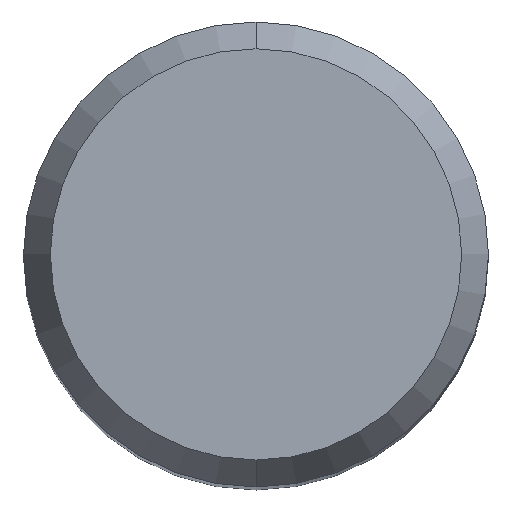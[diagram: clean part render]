
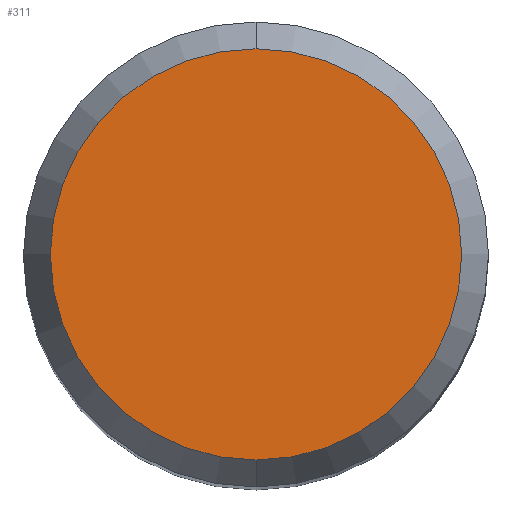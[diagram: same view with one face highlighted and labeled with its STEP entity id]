
A CAD part, top view. The second image highlights one B-rep face of the part: STEP entity #311.
In plain terms, the highlighted planar face has unit normal (0, 0, 1).
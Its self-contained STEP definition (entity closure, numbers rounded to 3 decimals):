
#181=VERTEX_POINT('',#473);
#189=EDGE_CURVE('',#261,#181,#482,.T.);
#233=EDGE_CURVE('',#181,#261,#529,.T.);
#261=VERTEX_POINT('',#558);
#311=ADVANCED_FACE('',(#616),#617,.T.);
#473=CARTESIAN_POINT('',(0.0,4.423,0.0));
#482=CIRCLE('',#833,4.423);
#529=CIRCLE('',#930,4.423);
#558=CARTESIAN_POINT('',(0.,-4.423,0.0));
#616=FACE_OUTER_BOUND('',#1101,.T.);
#617=PLANE('',#1102);
#833=AXIS2_PLACEMENT_3D('',#1442,#1443,#1444);
#930=AXIS2_PLACEMENT_3D('',#1484,#1485,#1486);
#1101=EDGE_LOOP('',(#1595,#1596));
#1102=AXIS2_PLACEMENT_3D('',#1597,#1598,#1599);
#1442=CARTESIAN_POINT('',(0.0,0.0,0.0));
#1443=DIRECTION('',(0.0,0.0,-1.0));
#1444=DIRECTION('',(0.0,1.0,0.0));
#1484=CARTESIAN_POINT('',(0.0,0.0,0.0));
#1485=DIRECTION('',(0.0,0.0,-1.0));
#1486=DIRECTION('',(0.0,1.0,0.0));
#1595=ORIENTED_EDGE('',*,*,#233,.F.);
#1596=ORIENTED_EDGE('',*,*,#189,.F.);
#1597=CARTESIAN_POINT('',(0.0,2.211,0.0));
#1598=DIRECTION('',(-0.0,0.0,1.0));
#1599=DIRECTION('',(0.0,-1.0,0.0));
